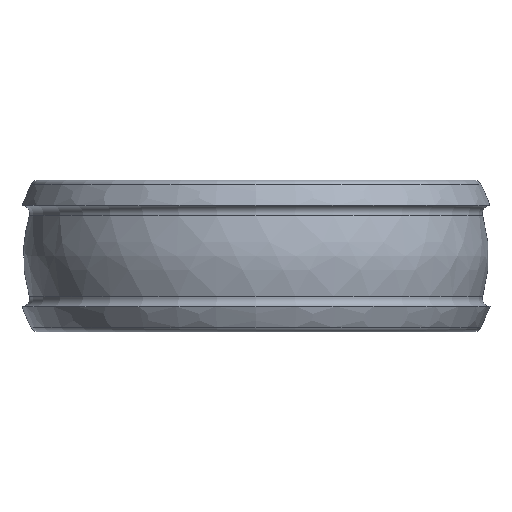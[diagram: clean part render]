
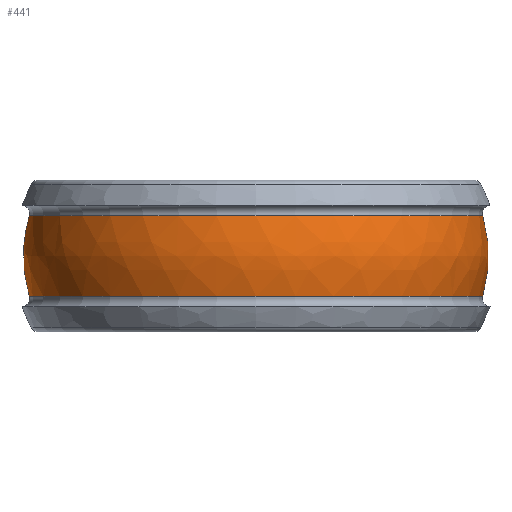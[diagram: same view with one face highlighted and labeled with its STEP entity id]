
A CAD part, front view. The second image highlights one B-rep face of the part: STEP entity #441.
In plain terms, the highlighted free-form (B-spline) face has degree [3, 3] with [4, 7] control points.
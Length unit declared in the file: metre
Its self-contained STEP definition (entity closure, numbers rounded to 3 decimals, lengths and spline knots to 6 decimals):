
#441 = ADVANCED_FACE( '', ( #1071, #1072 ), #1073, .T. );
#1071 = FACE_OUTER_BOUND( '', #2145, .T. );
#1072 = FACE_OUTER_BOUND( '', #2146, .T. );
#1073 = ( BOUNDED_SURFACE(  )B_SPLINE_SURFACE( 3, 3, ( ( #2149, #2150, #2151, #2152, #2153, #2154, #2155 ), ( #2156, #2157, #2158, #2159, #2160, #2161, #2162 ), ( #2163, #2164, #2165, #2166, #2167, #2168, #2169 ), ( #2170, #2171, #2172, #2173, #2174, #2175, #2176 ) ), .UNSPECIFIED., .F., .T., .F. )B_SPLINE_SURFACE_WITH_KNOTS( ( 4, 4 ), ( 4, 3, 4 ), ( 0., 6.283185 ), ( -0.286594, 0., 0.286594 ), .UNSPECIFIED. )GEOMETRIC_REPRESENTATION_ITEM(  )RATIONAL_B_SPLINE_SURFACE( ( ( 1., 0.333, 0.333, 1., 0.333, 0.333, 1. ), ( 0.973, 0.324, 0.324, 0.973, 0.324, 0.324, 0.973 ), ( 0.973, 0.324, 0.324, 0.973, 0.324, 0.324, 0.973 ), ( 1., 0.333, 0.333, 1., 0.333, 0.333, 1. ) ) )REPRESENTATION_ITEM( '' )SURFACE(  ) );
#2145 = EDGE_LOOP( '', ( #3865 ) );
#2146 = EDGE_LOOP( '', ( #3866 ) );
#2149 = CARTESIAN_POINT( '', ( -0.022426, 0., 0.003525 ) );
#2150 = CARTESIAN_POINT( '', ( -0.022426, 0.044853, 0.003525 ) );
#2151 = CARTESIAN_POINT( '', ( 0.022426, 0.044853, 0.003525 ) );
#2152 = CARTESIAN_POINT( '', ( 0.022426, 0., 0.003525 ) );
#2153 = CARTESIAN_POINT( '', ( 0.022426, -0.044853, 0.003525 ) );
#2154 = CARTESIAN_POINT( '', ( -0.022426, -0.044853, 0.003525 ) );
#2155 = CARTESIAN_POINT( '', ( -0.022426, 0., 0.003525 ) );
#2156 = CARTESIAN_POINT( '', ( -0.023197, 0., 0.006138 ) );
#2157 = CARTESIAN_POINT( '', ( -0.023197, 0.046393, 0.006138 ) );
#2158 = CARTESIAN_POINT( '', ( 0.023197, 0.046393, 0.006138 ) );
#2159 = CARTESIAN_POINT( '', ( 0.023197, 0., 0.006138 ) );
#2160 = CARTESIAN_POINT( '', ( 0.023197, -0.046393, 0.006138 ) );
#2161 = CARTESIAN_POINT( '', ( -0.023197, -0.046393, 0.006138 ) );
#2162 = CARTESIAN_POINT( '', ( -0.023197, 0., 0.006138 ) );
#2163 = CARTESIAN_POINT( '', ( -0.023197, 0., 0.008862 ) );
#2164 = CARTESIAN_POINT( '', ( -0.023197, 0.046393, 0.008862 ) );
#2165 = CARTESIAN_POINT( '', ( 0.023197, 0.046393, 0.008862 ) );
#2166 = CARTESIAN_POINT( '', ( 0.023197, 0., 0.008862 ) );
#2167 = CARTESIAN_POINT( '', ( 0.023197, -0.046393, 0.008862 ) );
#2168 = CARTESIAN_POINT( '', ( -0.023197, -0.046393, 0.008862 ) );
#2169 = CARTESIAN_POINT( '', ( -0.023197, 0., 0.008862 ) );
#2170 = CARTESIAN_POINT( '', ( -0.022426, 0., 0.011475 ) );
#2171 = CARTESIAN_POINT( '', ( -0.022426, 0.044853, 0.011475 ) );
#2172 = CARTESIAN_POINT( '', ( 0.022426, 0.044853, 0.011475 ) );
#2173 = CARTESIAN_POINT( '', ( 0.022426, 0., 0.011475 ) );
#2174 = CARTESIAN_POINT( '', ( 0.022426, -0.044853, 0.011475 ) );
#2175 = CARTESIAN_POINT( '', ( -0.022426, -0.044853, 0.011475 ) );
#2176 = CARTESIAN_POINT( '', ( -0.022426, 0., 0.011475 ) );
#3865 = ORIENTED_EDGE( '', *, *, #5670, .T. );
#3866 = ORIENTED_EDGE( '', *, *, #5719, .T. );
#5670 = EDGE_CURVE( '', #6793, #6793, #6794, .T. );
#5719 = EDGE_CURVE( '', #6861, #6861, #6862, .T. );
#6793 = VERTEX_POINT( '', #8510 );
#6794 = CIRCLE( '', #8511, 0.022426 );
#6861 = VERTEX_POINT( '', #8624 );
#6862 = CIRCLE( '', #8625, 0.022426 );
#8510 = CARTESIAN_POINT( '', ( 0.022426, 0., 0.003525 ) );
#8511 = AXIS2_PLACEMENT_3D( '', #9758, #9759, #9760 );
#8624 = CARTESIAN_POINT( '', ( -0.022426, 0., 0.011475 ) );
#8625 = AXIS2_PLACEMENT_3D( '', #9789, #9790, #9791 );
#9758 = CARTESIAN_POINT( '', ( 0., 0., 0.003525 ) );
#9759 = DIRECTION( '', ( 0., 0., 1. ) );
#9760 = DIRECTION( '', ( 1., 0., 0. ) );
#9789 = CARTESIAN_POINT( '', ( 0., 0., 0.011475 ) );
#9790 = DIRECTION( '', ( 0., 0., -1. ) );
#9791 = DIRECTION( '', ( -1., 0., 0. ) );
